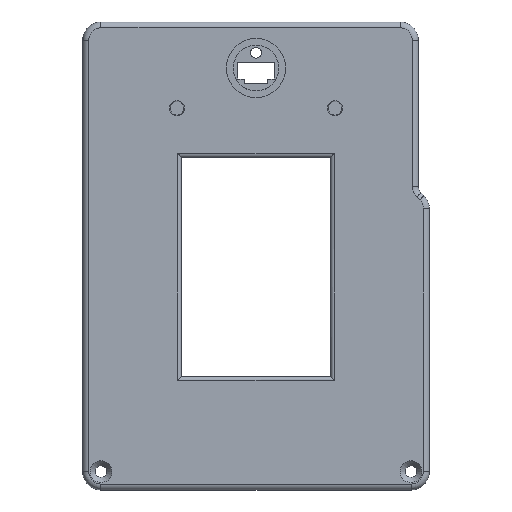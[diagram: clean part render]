
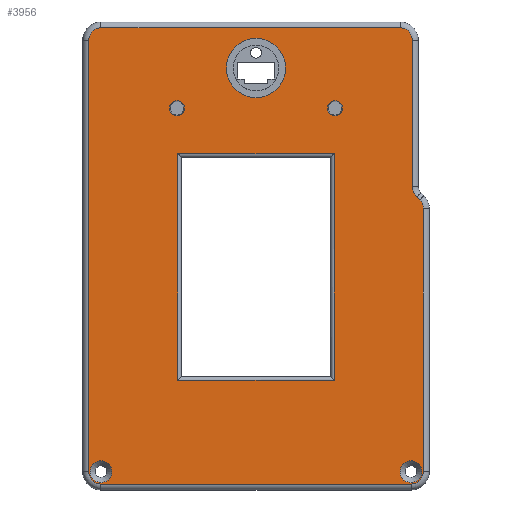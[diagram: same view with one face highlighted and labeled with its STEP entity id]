
A CAD part, top view. The second image highlights one B-rep face of the part: STEP entity #3956.
In plain terms, the highlighted planar face has unit normal (0, 0, 1).
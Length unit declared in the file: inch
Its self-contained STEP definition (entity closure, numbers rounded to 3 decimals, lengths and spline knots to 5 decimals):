
#114=FACE_BOUND('',#570,.T.);
#115=FACE_BOUND('',#571,.T.);
#116=FACE_BOUND('',#572,.T.);
#117=FACE_BOUND('',#573,.T.);
#118=FACE_BOUND('',#574,.T.);
#119=FACE_BOUND('',#575,.T.);
#157=CIRCLE('',#4217,0.17);
#158=CIRCLE('',#4218,0.17);
#159=CIRCLE('',#4219,0.17);
#160=CIRCLE('',#4220,0.17);
#161=CIRCLE('',#4221,0.2);
#162=CIRCLE('',#4222,0.17);
#163=CIRCLE('',#4223,0.103);
#164=CIRCLE('',#4224,0.103);
#165=CIRCLE('',#4225,0.15);
#166=CIRCLE('',#4226,0.15);
#167=CIRCLE('',#4227,0.405);
#337=FACE_OUTER_BOUND('',#569,.T.);
#569=EDGE_LOOP('',(#2775,#2776,#2777,#2778,#2779,#2780,#2781,#2782,#2783,
#2784,#2785,#2786));
#570=EDGE_LOOP('',(#2787));
#571=EDGE_LOOP('',(#2788));
#572=EDGE_LOOP('',(#2789));
#573=EDGE_LOOP('',(#2790));
#574=EDGE_LOOP('',(#2791));
#575=EDGE_LOOP('',(#2792,#2793,#2794,#2795));
#871=LINE('',#5972,#1294);
#874=LINE('',#5983,#1297);
#875=LINE('',#5986,#1298);
#877=LINE('',#5991,#1300);
#884=LINE('',#6006,#1307);
#885=LINE('',#6010,#1308);
#886=LINE('',#6014,#1309);
#887=LINE('',#6018,#1310);
#888=LINE('',#6022,#1311);
#889=LINE('',#6026,#1312);
#1294=VECTOR('',#4729,0.3937);
#1297=VECTOR('',#4740,0.3937);
#1298=VECTOR('',#4743,0.3937);
#1300=VECTOR('',#4749,0.3937);
#1307=VECTOR('',#4762,0.3937);
#1308=VECTOR('',#4765,0.3937);
#1309=VECTOR('',#4768,0.3937);
#1310=VECTOR('',#4771,0.3937);
#1311=VECTOR('',#4774,0.3937);
#1312=VECTOR('',#4777,0.3937);
#1712=VERTEX_POINT('',#5970);
#1713=VERTEX_POINT('',#5971);
#1717=VERTEX_POINT('',#5981);
#1718=VERTEX_POINT('',#5985);
#1723=VERTEX_POINT('',#6004);
#1724=VERTEX_POINT('',#6005);
#1725=VERTEX_POINT('',#6007);
#1726=VERTEX_POINT('',#6009);
#1727=VERTEX_POINT('',#6011);
#1728=VERTEX_POINT('',#6013);
#1729=VERTEX_POINT('',#6015);
#1730=VERTEX_POINT('',#6017);
#1731=VERTEX_POINT('',#6019);
#1732=VERTEX_POINT('',#6021);
#1733=VERTEX_POINT('',#6023);
#1734=VERTEX_POINT('',#6025);
#1735=VERTEX_POINT('',#6028);
#1736=VERTEX_POINT('',#6030);
#1737=VERTEX_POINT('',#6032);
#1738=VERTEX_POINT('',#6034);
#1739=VERTEX_POINT('',#6036);
#2117=EDGE_CURVE('',#1712,#1713,#871,.T.);
#2123=EDGE_CURVE('',#1717,#1712,#874,.T.);
#2124=EDGE_CURVE('',#1718,#1717,#875,.T.);
#2127=EDGE_CURVE('',#1713,#1718,#877,.T.);
#2134=EDGE_CURVE('',#1723,#1724,#884,.T.);
#2135=EDGE_CURVE('',#1725,#1723,#157,.T.);
#2136=EDGE_CURVE('',#1726,#1725,#885,.T.);
#2137=EDGE_CURVE('',#1727,#1726,#158,.T.);
#2138=EDGE_CURVE('',#1728,#1727,#886,.T.);
#2139=EDGE_CURVE('',#1729,#1728,#159,.T.);
#2140=EDGE_CURVE('',#1730,#1729,#887,.T.);
#2141=EDGE_CURVE('',#1731,#1730,#160,.T.);
#2142=EDGE_CURVE('',#1732,#1731,#888,.T.);
#2143=EDGE_CURVE('',#1733,#1732,#161,.T.);
#2144=EDGE_CURVE('',#1734,#1733,#889,.T.);
#2145=EDGE_CURVE('',#1724,#1734,#162,.T.);
#2146=EDGE_CURVE('',#1735,#1735,#163,.T.);
#2147=EDGE_CURVE('',#1736,#1736,#164,.T.);
#2148=EDGE_CURVE('',#1737,#1737,#165,.T.);
#2149=EDGE_CURVE('',#1738,#1738,#166,.T.);
#2150=EDGE_CURVE('',#1739,#1739,#167,.T.);
#2775=ORIENTED_EDGE('',*,*,#2134,.F.);
#2776=ORIENTED_EDGE('',*,*,#2135,.F.);
#2777=ORIENTED_EDGE('',*,*,#2136,.F.);
#2778=ORIENTED_EDGE('',*,*,#2137,.F.);
#2779=ORIENTED_EDGE('',*,*,#2138,.F.);
#2780=ORIENTED_EDGE('',*,*,#2139,.F.);
#2781=ORIENTED_EDGE('',*,*,#2140,.F.);
#2782=ORIENTED_EDGE('',*,*,#2141,.F.);
#2783=ORIENTED_EDGE('',*,*,#2142,.F.);
#2784=ORIENTED_EDGE('',*,*,#2143,.F.);
#2785=ORIENTED_EDGE('',*,*,#2144,.F.);
#2786=ORIENTED_EDGE('',*,*,#2145,.F.);
#2787=ORIENTED_EDGE('',*,*,#2146,.T.);
#2788=ORIENTED_EDGE('',*,*,#2147,.T.);
#2789=ORIENTED_EDGE('',*,*,#2148,.T.);
#2790=ORIENTED_EDGE('',*,*,#2149,.T.);
#2791=ORIENTED_EDGE('',*,*,#2150,.T.);
#2792=ORIENTED_EDGE('',*,*,#2117,.F.);
#2793=ORIENTED_EDGE('',*,*,#2123,.F.);
#2794=ORIENTED_EDGE('',*,*,#2124,.F.);
#2795=ORIENTED_EDGE('',*,*,#2127,.F.);
#3811=PLANE('',#4216);
#3956=ADVANCED_FACE('',(#337,#114,#115,#116,#117,#118,#119),#3811,.T.);
#4216=AXIS2_PLACEMENT_3D('',#6003,#4760,#4761);
#4217=AXIS2_PLACEMENT_3D('',#6008,#4763,#4764);
#4218=AXIS2_PLACEMENT_3D('',#6012,#4766,#4767);
#4219=AXIS2_PLACEMENT_3D('',#6016,#4769,#4770);
#4220=AXIS2_PLACEMENT_3D('',#6020,#4772,#4773);
#4221=AXIS2_PLACEMENT_3D('',#6024,#4775,#4776);
#4222=AXIS2_PLACEMENT_3D('',#6027,#4778,#4779);
#4223=AXIS2_PLACEMENT_3D('',#6029,#4780,#4781);
#4224=AXIS2_PLACEMENT_3D('',#6031,#4782,#4783);
#4225=AXIS2_PLACEMENT_3D('',#6033,#4784,#4785);
#4226=AXIS2_PLACEMENT_3D('',#6035,#4786,#4787);
#4227=AXIS2_PLACEMENT_3D('',#6037,#4788,#4789);
#4729=DIRECTION('',(1.,0.,0.));
#4740=DIRECTION('',(0.,-1.,0.));
#4743=DIRECTION('',(-1.,0.,0.));
#4749=DIRECTION('',(0.,1.,0.));
#4760=DIRECTION('center_axis',(0.,0.,1.));
#4761=DIRECTION('ref_axis',(1.,0.,0.));
#4762=DIRECTION('',(1.,0.,0.));
#4763=DIRECTION('center_axis',(0.,0.,-1.));
#4764=DIRECTION('ref_axis',(-0.707,0.707,0.));
#4765=DIRECTION('',(0.,1.,0.));
#4766=DIRECTION('center_axis',(0.,0.,-1.));
#4767=DIRECTION('ref_axis',(-0.707,-0.707,0.));
#4768=DIRECTION('',(-1.,0.,0.));
#4769=DIRECTION('center_axis',(0.,0.,-1.));
#4770=DIRECTION('ref_axis',(0.707,-0.707,0.));
#4771=DIRECTION('',(0.,-1.,0.));
#4772=DIRECTION('center_axis',(0.,0.,-1.));
#4773=DIRECTION('ref_axis',(0.924,0.383,0.));
#4774=DIRECTION('',(0.707,-0.707,0.));
#4775=DIRECTION('center_axis',(0.,0.,1.));
#4776=DIRECTION('ref_axis',(-0.924,-0.383,0.));
#4777=DIRECTION('',(0.,-1.,0.));
#4778=DIRECTION('center_axis',(0.,0.,-1.));
#4779=DIRECTION('ref_axis',(0.707,0.707,0.));
#4780=DIRECTION('center_axis',(0.,0.,-1.));
#4781=DIRECTION('ref_axis',(1.,0.,0.));
#4782=DIRECTION('center_axis',(0.,0.,-1.));
#4783=DIRECTION('ref_axis',(1.,0.,0.));
#4784=DIRECTION('center_axis',(0.,0.,-1.));
#4785=DIRECTION('ref_axis',(1.,0.,0.));
#4786=DIRECTION('center_axis',(0.,0.,-1.));
#4787=DIRECTION('ref_axis',(1.,0.,0.));
#4788=DIRECTION('center_axis',(0.,0.,-1.));
#4789=DIRECTION('ref_axis',(1.,0.,0.));
#5970=CARTESIAN_POINT('',(1.3,1.5,0.));
#5971=CARTESIAN_POINT('',(3.44,1.5,0.));
#5972=CARTESIAN_POINT('',(1.86,1.5,0.));
#5981=CARTESIAN_POINT('',(1.3,4.6,0.));
#5983=CARTESIAN_POINT('',(1.3,3.875,0.));
#5985=CARTESIAN_POINT('',(3.44,4.6,0.));
#5986=CARTESIAN_POINT('',(2.88,4.6,0.));
#5991=CARTESIAN_POINT('',(3.44,2.375,0.));
#6003=CARTESIAN_POINT('Origin',(2.37,3.2,0.));
#6004=CARTESIAN_POINT('',(0.25,6.32,0.));
#6005=CARTESIAN_POINT('',(4.34,6.32,0.));
#6006=CARTESIAN_POINT('',(1.31,6.32,0.));
#6007=CARTESIAN_POINT('',(0.08,6.15,0.));
#6008=CARTESIAN_POINT('Origin',(0.25,6.15,0.));
#6009=CARTESIAN_POINT('',(0.08,0.25,0.));
#6010=CARTESIAN_POINT('',(0.08,1.725,0.));
#6011=CARTESIAN_POINT('',(0.25,0.08,0.));
#6012=CARTESIAN_POINT('Origin',(0.25,0.25,0.));
#6013=CARTESIAN_POINT('',(4.49,0.08,0.));
#6014=CARTESIAN_POINT('',(3.43,0.08,0.));
#6015=CARTESIAN_POINT('',(4.66,0.25,0.));
#6016=CARTESIAN_POINT('Origin',(4.49,0.25,0.));
#6017=CARTESIAN_POINT('',(4.66,3.84645,0.));
#6018=CARTESIAN_POINT('',(4.66,3.52322,0.));
#6019=CARTESIAN_POINT('',(4.61021,3.96665,0.));
#6020=CARTESIAN_POINT('Origin',(4.49,3.84645,0.));
#6021=CARTESIAN_POINT('',(4.56858,4.00828,0.));
#6022=CARTESIAN_POINT('',(4.22101,4.35586,0.));
#6023=CARTESIAN_POINT('',(4.51,4.14971,0.));
#6024=CARTESIAN_POINT('Origin',(4.71,4.14971,0.));
#6025=CARTESIAN_POINT('',(4.51,6.15,0.));
#6026=CARTESIAN_POINT('',(4.51,4.675,0.));
#6027=CARTESIAN_POINT('Origin',(4.34,6.15,0.));
#6028=CARTESIAN_POINT('',(3.347,5.22,0.));
#6029=CARTESIAN_POINT('Origin',(3.45,5.22,0.));
#6030=CARTESIAN_POINT('',(1.187,5.22,0.));
#6031=CARTESIAN_POINT('Origin',(1.29,5.22,0.));
#6032=CARTESIAN_POINT('',(4.34,0.25,0.));
#6033=CARTESIAN_POINT('Origin',(4.49,0.25,0.));
#6034=CARTESIAN_POINT('',(0.1,0.25,0.));
#6035=CARTESIAN_POINT('Origin',(0.25,0.25,0.));
#6036=CARTESIAN_POINT('',(1.965,5.77,0.));
#6037=CARTESIAN_POINT('Origin',(2.37,5.77,0.));
